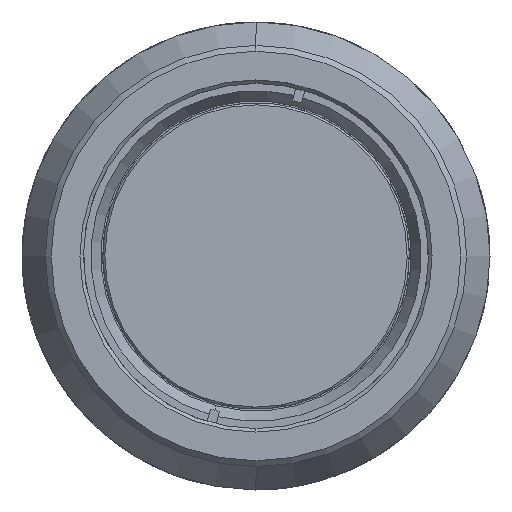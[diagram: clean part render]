
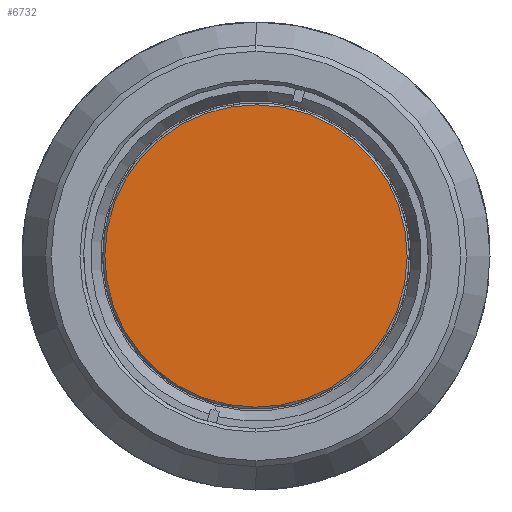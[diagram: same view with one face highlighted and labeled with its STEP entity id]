
A CAD part, left-side view. The second image highlights one B-rep face of the part: STEP entity #6732.
In plain terms, the highlighted planar face has unit normal (-1, 0, 0).
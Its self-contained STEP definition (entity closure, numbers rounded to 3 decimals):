
#46 = ORIENTED_EDGE ( 'NONE', *, *, #5557, .F. ) ;
#55 = VERTEX_POINT ( 'NONE', #8414 ) ;
#272 = CARTESIAN_POINT ( 'NONE',  ( 1.2, 8.2, 9.987 ) ) ;
#736 = EDGE_CURVE ( 'NONE', #6807, #55, #7120, .T. ) ;
#809 = EDGE_LOOP ( 'NONE', ( #46, #7528 ) ) ;
#1015 = AXIS2_PLACEMENT_3D ( 'NONE', #4367, #7768, #4325 ) ;
#1264 = AXIS2_PLACEMENT_3D ( 'NONE', #272, #1630, #8624 ) ;
#1630 = DIRECTION ( 'NONE',  ( 1., 0., 0. ) ) ;
#1692 = CARTESIAN_POINT ( 'NONE',  ( 1.2, -9.987, 8.2 ) ) ;
#4325 = DIRECTION ( 'NONE',  ( 0., -0.773, 0.635 ) ) ;
#4367 = CARTESIAN_POINT ( 'NONE',  ( 1.2, 0., 0. ) ) ;
#4514 = DIRECTION ( 'NONE',  ( 0., -0.773, 0.635 ) ) ;
#5557 = EDGE_CURVE ( 'NONE', #55, #6807, #7280, .T. ) ;
#5754 = FACE_OUTER_BOUND ( 'NONE', #809, .T. ) ;
#6732 = ADVANCED_FACE ( 'NONE', ( #5754 ), #7137, .F. ) ;
#6807 = VERTEX_POINT ( 'NONE', #1692 ) ;
#7120 = CIRCLE ( 'NONE', #8753, 12.922 ) ;
#7137 = PLANE ( 'NONE',  #1264 ) ;
#7280 = CIRCLE ( 'NONE', #1015, 12.922 ) ;
#7303 = CARTESIAN_POINT ( 'NONE',  ( 1.2, 0., 0. ) ) ;
#7528 = ORIENTED_EDGE ( 'NONE', *, *, #736, .F. ) ;
#7768 = DIRECTION ( 'NONE',  ( 1., 0., 0. ) ) ;
#8414 = CARTESIAN_POINT ( 'NONE',  ( 1.2, 9.987, -8.2 ) ) ;
#8624 = DIRECTION ( 'NONE',  ( 0., 1., 0.005 ) ) ;
#8675 = DIRECTION ( 'NONE',  ( 1., 0., 0. ) ) ;
#8753 = AXIS2_PLACEMENT_3D ( 'NONE', #7303, #8675, #4514 ) ;
